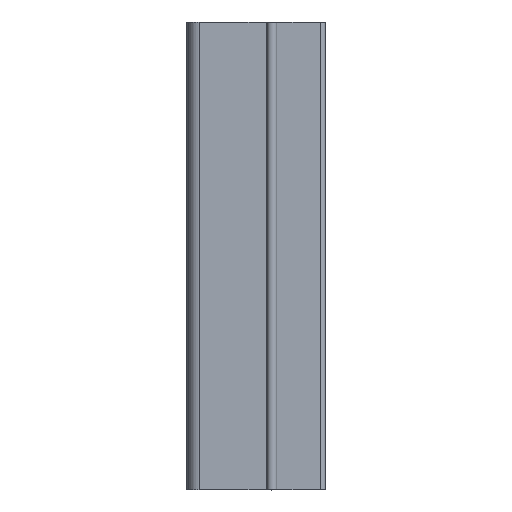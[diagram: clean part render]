
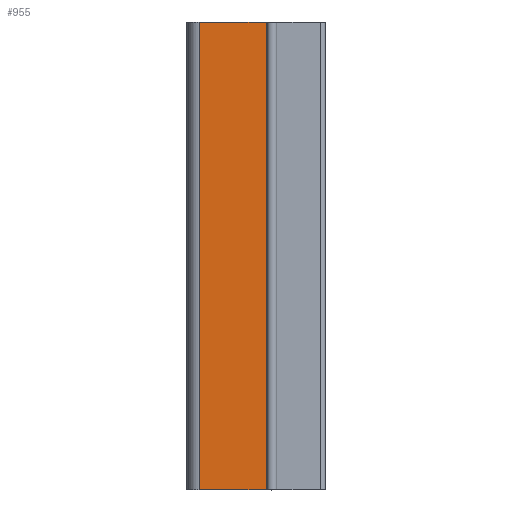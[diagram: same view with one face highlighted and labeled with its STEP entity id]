
A CAD part, top view. The second image highlights one B-rep face of the part: STEP entity #955.
In plain terms, the highlighted planar face has unit normal (0, 0, 1).
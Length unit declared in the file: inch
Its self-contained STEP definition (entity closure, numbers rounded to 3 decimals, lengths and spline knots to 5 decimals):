
#892=CARTESIAN_POINT('',(-0.99,3.20874,0.12793));
#893=VERTEX_POINT('',#892);
#901=CARTESIAN_POINT('',(-0.99,9.20874,0.12793));
#902=VERTEX_POINT('',#901);
#903=CARTESIAN_POINT('',(-0.99,6.20874,0.12793));
#904=DIRECTION('',(0.,1.,0.));
#905=VECTOR('',#904,1.);
#906=LINE('',#903,#905);
#907=EDGE_CURVE('',#893,#902,#906,.T.);
#925=CARTESIAN_POINT('',(-0.135,3.20874,0.12793));
#926=VERTEX_POINT('',#925);
#927=CARTESIAN_POINT('',(-0.99,3.20874,0.12793));
#928=DIRECTION('',(1.,0.,0.));
#929=VECTOR('',#928,1.);
#930=LINE('',#927,#929);
#931=EDGE_CURVE('',#893,#926,#930,.T.);
#932=ORIENTED_EDGE('',*,*,#931,.T.);
#933=CARTESIAN_POINT('',(-0.135,9.20874,0.12793));
#934=VERTEX_POINT('',#933);
#935=CARTESIAN_POINT('',(-0.135,6.20874,0.12793));
#936=DIRECTION('',(0.,-1.,0.));
#937=VECTOR('',#936,1.);
#938=LINE('',#935,#937);
#939=EDGE_CURVE('',#934,#926,#938,.T.);
#940=ORIENTED_EDGE('',*,*,#939,.F.);
#941=CARTESIAN_POINT('',(-0.99,9.20874,0.12793));
#942=DIRECTION('',(-1.,0.,0.));
#943=VECTOR('',#942,1.);
#944=LINE('',#941,#943);
#945=EDGE_CURVE('',#934,#902,#944,.T.);
#946=ORIENTED_EDGE('',*,*,#945,.T.);
#947=ORIENTED_EDGE('',*,*,#907,.F.);
#948=EDGE_LOOP('',(#932,#940,#946,#947));
#949=FACE_OUTER_BOUND('',#948,.T.);
#950=CARTESIAN_POINT('',(-0.5625,6.20874,0.12793));
#951=DIRECTION('',(0.,0.,1.));
#952=DIRECTION('',(-1.,0.,0.));
#953=AXIS2_PLACEMENT_3D('',#950,#951,#952);
#954=PLANE('',#953);
#955=ADVANCED_FACE('',(#949),#954,.T.);
